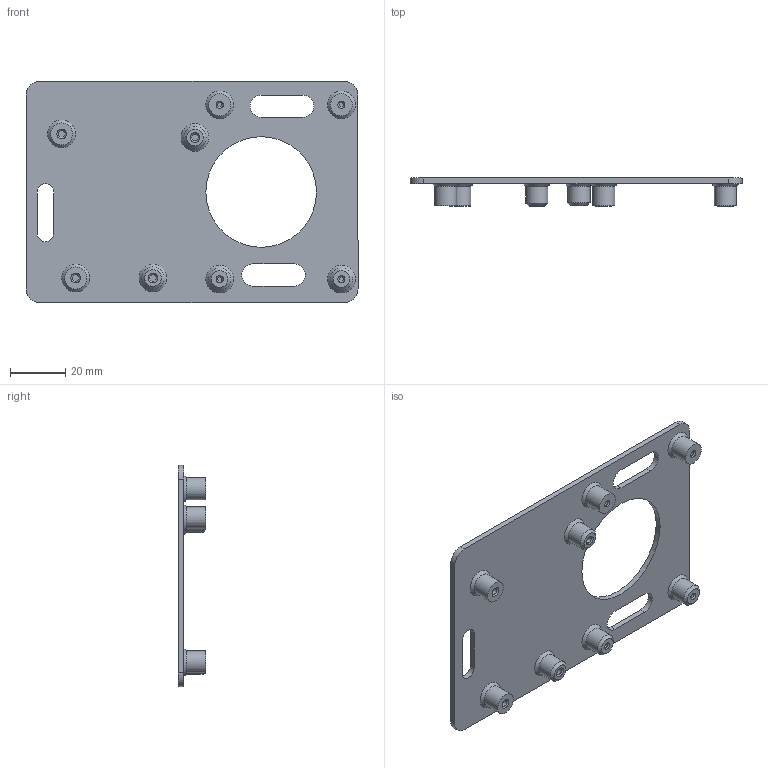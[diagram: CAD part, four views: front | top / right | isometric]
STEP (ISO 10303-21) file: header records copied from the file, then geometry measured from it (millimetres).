
FILE_DESCRIPTION(('FreeCAD Model'),'2;1');
FILE_NAME('electronics support 2.step', '2017-10-18T17:51:43',('Author'),(''), 'Open CASCADE STEP processor 6.8','FreeCAD','Unknown');
FILE_SCHEMA(('AUTOMOTIVE_DESIGN_CC2 { 1 2 10303 214 -1 1 5 4 }'));
Length unit declared in the file: millimetre
Products named in the file (2): ASSEMBLY; Pocket043003046
Assembly tree (1 placements, depth 2):
  ASSEMBLY
    Pocket043003046
Bounding box: 120 x 10 x 80 mm (x, y, z)
Volume: 18777.1 mm3; surface area: 18915.3 mm2
Topology: 1 solids, 1 shells, 75 faces, 151 edges, 94 vertices
Faces by surface type: plane 28, cylinder 27, cone 20
Full cylindrical faces by diameter (mm): 1.6 x4, 2.5 x4, 8 x8, 40 x1
Entity records: 4069 total; most frequent: CARTESIAN_POINT 964, DIRECTION 581, ORIENTED_EDGE 302, PCURVE 302, DEFINITIONAL_REPRESENTATION 302, LINE 273, VECTOR 273, AXIS2_PLACEMENT_3D 151
